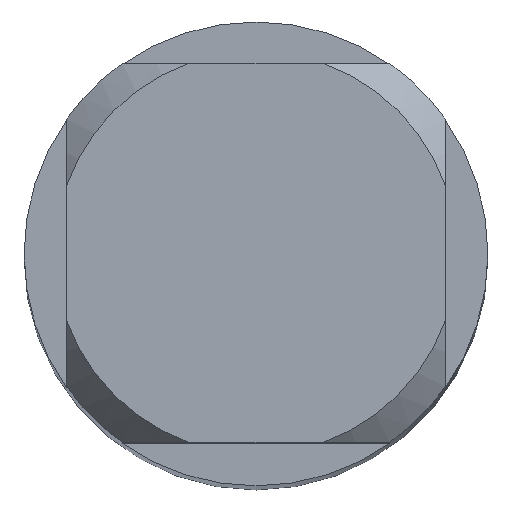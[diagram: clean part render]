
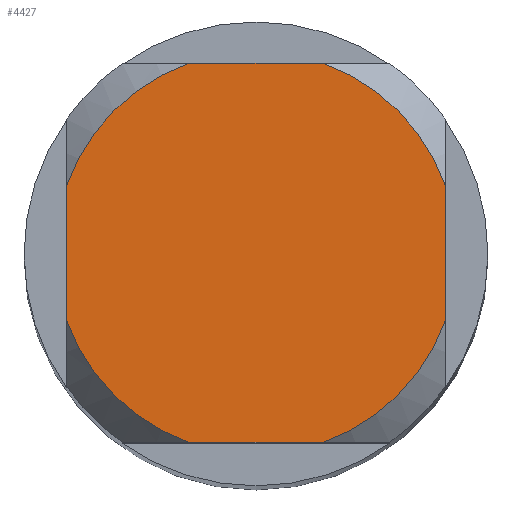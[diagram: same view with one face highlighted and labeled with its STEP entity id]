
A CAD part, top view. The second image highlights one B-rep face of the part: STEP entity #4427.
In plain terms, the highlighted planar face has unit normal (0, 0, 1).
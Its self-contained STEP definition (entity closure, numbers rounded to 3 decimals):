
#2569=VERTEX_POINT('',#7483);
#2789=VERTEX_POINT('',#7726);
#3189=VERTEX_POINT('',#8154);
#3619=EDGE_CURVE('',#7287,#2569,#8620,.T.);
#3839=VERTEX_POINT('',#8861);
#4193=EDGE_CURVE('',#3839,#5361,#9257,.T.);
#4375=EDGE_CURVE('',#3839,#2569,#9462,.T.);
#4427=ADVANCED_FACE('',(#9519),#9520,.T.);
#4977=EDGE_CURVE('',#6369,#5931,#10121,.T.);
#5361=VERTEX_POINT('',#10535);
#5763=EDGE_CURVE('',#6369,#2789,#10982,.T.);
#5931=VERTEX_POINT('',#11165);
#6231=EDGE_CURVE('',#3189,#2789,#11485,.T.);
#6369=VERTEX_POINT('',#11637);
#6545=EDGE_CURVE('',#3189,#5361,#11823,.T.);
#7197=EDGE_CURVE('',#7287,#5931,#12527,.T.);
#7287=VERTEX_POINT('',#12625);
#7483=CARTESIAN_POINT('',(-0.87,2.45,0.0));
#7726=CARTESIAN_POINT('',(0.87,-2.45,0.0));
#8154=CARTESIAN_POINT('',(-0.87,-2.45,0.0));
#8620=LINE('',#14845,#14846);
#8861=CARTESIAN_POINT('',(-2.45,0.87,0.0));
#9257=LINE('',#15933,#15934);
#9462=CIRCLE('',#16262,2.6);
#9519=FACE_OUTER_BOUND('',#16363,.T.);
#9520=PLANE('',#16364);
#10121=LINE('',#17398,#17399);
#10535=CARTESIAN_POINT('',(-2.45,-0.87,0.0));
#10982=CIRCLE('',#18898,2.6);
#11165=CARTESIAN_POINT('',(2.45,0.87,0.0));
#11485=LINE('',#19861,#19862);
#11637=CARTESIAN_POINT('',(2.45,-0.87,0.0));
#11823=CIRCLE('',#20464,2.6);
#12527=CIRCLE('',#21667,2.6);
#12625=CARTESIAN_POINT('',(0.87,2.45,0.0));
#14845=CARTESIAN_POINT('',(0.0,2.45,0.0));
#14846=VECTOR('',#23416,1.0);
#15933=CARTESIAN_POINT('',(-2.45,0.65,0.0));
#15934=VECTOR('',#24116,1.0);
#16262=AXIS2_PLACEMENT_3D('',#24366,#24367,#24368);
#16363=EDGE_LOOP('',(#24445,#24446,#24447,#24448,#24449,#24450,#24451,#24452));
#16364=AXIS2_PLACEMENT_3D('',#24453,#24454,#24455);
#17398=CARTESIAN_POINT('',(2.45,0.65,0.0));
#17399=VECTOR('',#25087,1.0);
#18898=AXIS2_PLACEMENT_3D('',#26203,#26204,#26205);
#19861=CARTESIAN_POINT('',(0.0,-2.45,0.0));
#19862=VECTOR('',#26682,1.0);
#20464=AXIS2_PLACEMENT_3D('',#27013,#27014,#27015);
#21667=AXIS2_PLACEMENT_3D('',#27874,#27875,#27876);
#23416=DIRECTION('',(-1.0,0.0,0.0));
#24116=DIRECTION('',(-0.0,-1.0,0.0));
#24366=CARTESIAN_POINT('',(0.0,0.0,0.0));
#24367=DIRECTION('',(0.0,0.0,-1.0));
#24368=DIRECTION('',(0.0,1.0,0.0));
#24445=ORIENTED_EDGE('',*,*,#4193,.T.);
#24446=ORIENTED_EDGE('',*,*,#6545,.F.);
#24447=ORIENTED_EDGE('',*,*,#6231,.T.);
#24448=ORIENTED_EDGE('',*,*,#5763,.F.);
#24449=ORIENTED_EDGE('',*,*,#4977,.T.);
#24450=ORIENTED_EDGE('',*,*,#7197,.F.);
#24451=ORIENTED_EDGE('',*,*,#3619,.T.);
#24452=ORIENTED_EDGE('',*,*,#4375,.F.);
#24453=CARTESIAN_POINT('',(0.0,1.3,0.0));
#24454=DIRECTION('',(-0.0,0.0,1.0));
#24455=DIRECTION('',(0.0,-1.0,0.0));
#25087=DIRECTION('',(-0.0,1.0,0.0));
#26203=CARTESIAN_POINT('',(0.0,0.0,0.0));
#26204=DIRECTION('',(0.0,0.0,-1.0));
#26205=DIRECTION('',(0.0,1.0,0.0));
#26682=DIRECTION('',(1.0,0.0,0.0));
#27013=CARTESIAN_POINT('',(0.0,0.0,0.0));
#27014=DIRECTION('',(0.0,0.0,-1.0));
#27015=DIRECTION('',(0.0,1.0,0.0));
#27874=CARTESIAN_POINT('',(0.0,0.0,0.0));
#27875=DIRECTION('',(0.0,0.0,-1.0));
#27876=DIRECTION('',(0.0,1.0,0.0));
